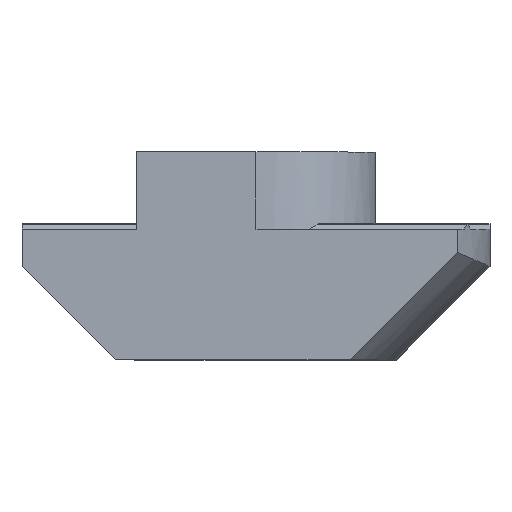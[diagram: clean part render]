
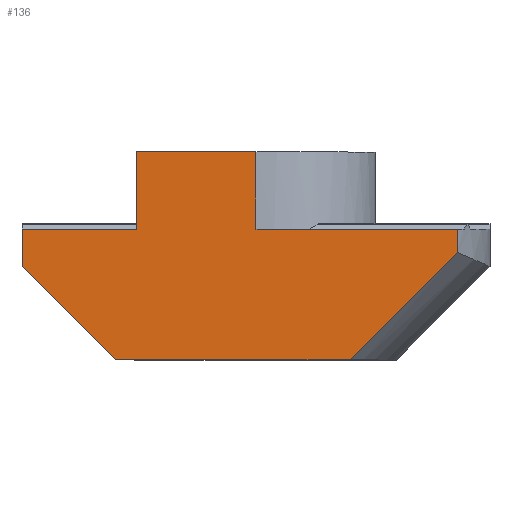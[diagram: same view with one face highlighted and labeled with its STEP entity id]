
A CAD part, top view. The second image highlights one B-rep face of the part: STEP entity #136.
In plain terms, the highlighted planar face has unit normal (0, 0, 1).
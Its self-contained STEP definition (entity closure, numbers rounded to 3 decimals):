
#136=ADVANCED_FACE('',(#271),#272,.F.);
#271=FACE_OUTER_BOUND('',#399,.T.);
#272=PLANE('',#400);
#399=EDGE_LOOP('',(#740,#741,#742,#743,#744,#745,#746,#747,#748,#749));
#400=AXIS2_PLACEMENT_3D('',#750,#751,#752);
#740=ORIENTED_EDGE('',*,*,#897,.T.);
#741=ORIENTED_EDGE('',*,*,#919,.T.);
#742=ORIENTED_EDGE('',*,*,#833,.F.);
#743=ORIENTED_EDGE('',*,*,#802,.F.);
#744=ORIENTED_EDGE('',*,*,#831,.T.);
#745=ORIENTED_EDGE('',*,*,#824,.T.);
#746=ORIENTED_EDGE('',*,*,#839,.F.);
#747=ORIENTED_EDGE('',*,*,#917,.T.);
#748=ORIENTED_EDGE('',*,*,#909,.T.);
#749=ORIENTED_EDGE('',*,*,#905,.F.);
#750=CARTESIAN_POINT('',(0.0,-2.965,5.0));
#751=DIRECTION('',(0.0,0.0,-1.0));
#752=DIRECTION('',(0.0,1.0,0.0));
#802=EDGE_CURVE('',#961,#963,#964,.T.);
#824=EDGE_CURVE('',#1003,#1001,#1004,.T.);
#831=EDGE_CURVE('',#961,#1003,#1013,.T.);
#833=EDGE_CURVE('',#963,#1015,#1016,.T.);
#839=EDGE_CURVE('',#1023,#1001,#1025,.T.);
#897=EDGE_CURVE('',#1106,#1104,#1107,.T.);
#905=EDGE_CURVE('',#1106,#1117,#1118,.T.);
#909=EDGE_CURVE('',#1123,#1117,#1124,.T.);
#917=EDGE_CURVE('',#1023,#1123,#1133,.T.);
#919=EDGE_CURVE('',#1104,#1015,#1135,.T.);
#961=VERTEX_POINT('',#1191);
#963=VERTEX_POINT('',#1193);
#964=LINE('',#1194,#1195);
#1001=VERTEX_POINT('',#1250);
#1003=VERTEX_POINT('',#1253);
#1004=LINE('',#1254,#1255);
#1013=LINE('',#1268,#1269);
#1015=VERTEX_POINT('',#1271);
#1016=LINE('',#1272,#1273);
#1023=VERTEX_POINT('',#1282);
#1025=LINE('',#1285,#1286);
#1104=VERTEX_POINT('',#1410);
#1106=VERTEX_POINT('',#1412);
#1107=LINE('',#1413,#1414);
#1117=VERTEX_POINT('',#1428);
#1118=LINE('',#1429,#1430);
#1123=VERTEX_POINT('',#1436);
#1124=LINE('',#1437,#1438);
#1133=LINE('',#1450,#1451);
#1135=LINE('',#1453,#1454);
#1191=CARTESIAN_POINT('',(0.,3.0,5.0));
#1193=CARTESIAN_POINT('',(0.,-0.23,5.0));
#1194=CARTESIAN_POINT('',(0.,3.0,5.0));
#1195=VECTOR('',#1501,1.0);
#1250=CARTESIAN_POINT('',(-5.0,-0.23,5.0));
#1253=CARTESIAN_POINT('',(-5.0,3.0,5.0));
#1254=CARTESIAN_POINT('',(-5.0,3.0,5.0));
#1255=VECTOR('',#1533,1.0);
#1268=CARTESIAN_POINT('',(0.0,3.0,5.0));
#1269=VECTOR('',#1541,1.0);
#1271=CARTESIAN_POINT('',(8.429,-0.23,5.0));
#1272=CARTESIAN_POINT('',(0.0,-0.23,5.0));
#1273=VECTOR('',#1542,1.0);
#1282=CARTESIAN_POINT('',(-9.8,-0.23,5.0));
#1285=CARTESIAN_POINT('',(0.0,-0.23,5.0));
#1286=VECTOR('',#1549,1.0);
#1410=CARTESIAN_POINT('',(8.429,-1.212,5.0));
#1412=CARTESIAN_POINT('',(3.94,-5.7,5.0));
#1413=CARTESIAN_POINT('',(4.571,-5.069,5.0));
#1414=VECTOR('',#1607,1.0);
#1428=CARTESIAN_POINT('',(-5.88,-5.7,5.0));
#1429=CARTESIAN_POINT('',(0.0,-5.7,5.0));
#1430=VECTOR('',#1615,1.0);
#1436=CARTESIAN_POINT('',(-9.8,-1.78,5.0));
#1437=CARTESIAN_POINT('',(-7.054,-4.526,5.0));
#1438=VECTOR('',#1620,1.0);
#1450=CARTESIAN_POINT('',(-9.8,-2.965,5.0));
#1451=VECTOR('',#1627,1.0);
#1453=CARTESIAN_POINT('',(8.429,-1.35,5.0));
#1454=VECTOR('',#1628,1.0);
#1501=DIRECTION('',(0.0,-1.0,0.0));
#1533=DIRECTION('',(0.0,-1.0,0.0));
#1541=DIRECTION('',(-1.0,0.0,0.0));
#1542=DIRECTION('',(1.0,0.0,0.0));
#1549=DIRECTION('',(1.0,0.0,0.0));
#1607=DIRECTION('',(0.707,0.707,0.0));
#1615=DIRECTION('',(-1.0,0.0,0.0));
#1620=DIRECTION('',(0.707,-0.707,0.0));
#1627=DIRECTION('',(0.0,-1.0,0.0));
#1628=DIRECTION('',(0.0,1.0,0.0));
